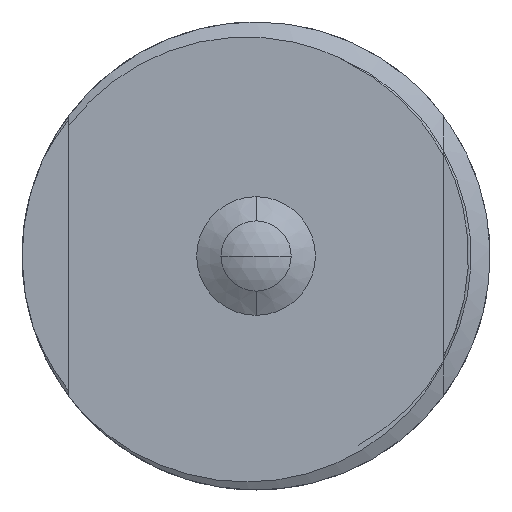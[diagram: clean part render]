
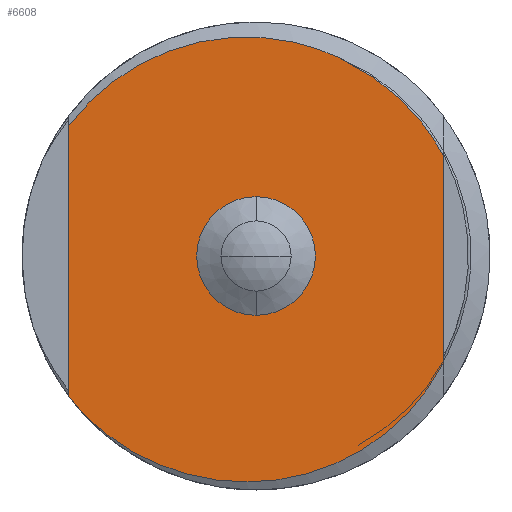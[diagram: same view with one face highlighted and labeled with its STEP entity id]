
A CAD part, left-side view. The second image highlights one B-rep face of the part: STEP entity #6608.
In plain terms, the highlighted planar face has unit normal (-1, 0, 0).
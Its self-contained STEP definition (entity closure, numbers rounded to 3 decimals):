
#69 = CARTESIAN_POINT ( 'NONE',  ( 0.5, 1.268, 0. ) ) ;
#213 = CARTESIAN_POINT ( 'NONE',  ( 0.5, 1.893, 4.375 ) ) ;
#229 = CARTESIAN_POINT ( 'NONE',  ( 0.5, -4., -2.287 ) ) ;
#242 = ORIENTED_EDGE ( 'NONE', *, *, #2137, .F. ) ;
#246 = CARTESIAN_POINT ( 'NONE',  ( 0.5, 3.5, -3.569 ) ) ;
#247 = CARTESIAN_POINT ( 'NONE',  ( 0.5, 3.66, 3.195 ) ) ;
#269 = EDGE_CURVE ( 'NONE', #6014, #5030, #2577, .T. ) ;
#313 = CARTESIAN_POINT ( 'NONE',  ( 0.5, 0., 0. ) ) ;
#422 = DIRECTION ( 'NONE',  ( -1., 0., 0. ) ) ;
#425 = LINE ( 'NONE', #7776, #7590 ) ;
#583 = B_SPLINE_CURVE_WITH_KNOTS ( 'NONE', 3,
 ( #8730, #8054, #9568, #8822, #3331, #4907, #806, #6320, #7131, #4019 ),
 .UNSPECIFIED., .F., .F.,
 ( 4, 2, 2, 2, 4 ),
 ( 0., 0.001, 0.002, 0.002, 0.003 ),
 .UNSPECIFIED. ) ;
#806 = CARTESIAN_POINT ( 'NONE',  ( 0.5, -3.424, 3.002 ) ) ;
#889 = B_SPLINE_CURVE_WITH_KNOTS ( 'NONE', 3,
 ( #6495, #1706, #247, #8068, #4953, #3312, #9616, #213, #3343, #9649, #8134, #2513, #4923, #6562, #5764, #8166, #1841, #1045 ),
 .UNSPECIFIED., .F., .F.,
 ( 4, 2, 2, 2, 2, 2, 2, 2, 4 ),
 ( 0.003, 0.004, 0.005, 0.005, 0.006, 0.007, 0.008, 0.009, 0.009 ),
 .UNSPECIFIED. ) ;
#980 = CARTESIAN_POINT ( 'NONE',  ( 0.5, -3.825, -2.628 ) ) ;
#1045 = CARTESIAN_POINT ( 'NONE',  ( 0.5, -1.759, 4.244 ) ) ;
#1066 = CARTESIAN_POINT ( 'NONE',  ( 0.5, -4., -3.496 ) ) ;
#1421 = AXIS2_PLACEMENT_3D ( 'NONE', #6141, #2225, #7746 ) ;
#1447 = B_SPLINE_CURVE_WITH_KNOTS ( 'NONE', 3,
 ( #1740, #980, #7331, #4169, #7263, #4103, #2543, #8003, #9682, #2512, #8870, #8038, #3404, #9582, #4922, #7299, #4952, #8934, #8837, #4985, #2578, #9713, #246, #7432 ),
 .UNSPECIFIED., .F., .F.,
 ( 4, 2, 2, 2, 2, 2, 2, 2, 2, 2, 2, 4 ),
 ( 0., 0.001, 0.003, 0.004, 0.004, 0.005, 0.005, 0.006, 0.007, 0.008, 0.008, 0.009 ),
 .UNSPECIFIED. ) ;
#1452 = VERTEX_POINT ( 'NONE', #229 ) ;
#1706 = CARTESIAN_POINT ( 'NONE',  ( 0.5, 3.838, 2.997 ) ) ;
#1740 = CARTESIAN_POINT ( 'NONE',  ( 0.5, -4., -2.287 ) ) ;
#1841 = CARTESIAN_POINT ( 'NONE',  ( 0.5, -1.514, 4.359 ) ) ;
#1991 = EDGE_CURVE ( 'NONE', #4810, #5525, #583, .T. ) ;
#2035 = ORIENTED_EDGE ( 'NONE', *, *, #1991, .F. ) ;
#2050 = ORIENTED_EDGE ( 'NONE', *, *, #8685, .F. ) ;
#2080 = AXIS2_PLACEMENT_3D ( 'NONE', #69, #7886, #4787 ) ;
#2137 = EDGE_CURVE ( 'NONE', #5030, #6014, #9891, .T. ) ;
#2225 = DIRECTION ( 'NONE',  ( -1., 0., 0. ) ) ;
#2420 = VECTOR ( 'NONE', #8057, 1000. ) ;
#2512 = CARTESIAN_POINT ( 'NONE',  ( 0.5, -0.758, -4.736 ) ) ;
#2513 = CARTESIAN_POINT ( 'NONE',  ( 0.5, 0.322, 4.685 ) ) ;
#2526 = CIRCLE ( 'NONE', #1421, 5. ) ;
#2529 = EDGE_CURVE ( 'NONE', #2689, #4810, #889, .T. ) ;
#2543 = CARTESIAN_POINT ( 'NONE',  ( 0.5, -1.848, -4.384 ) ) ;
#2577 = CIRCLE ( 'NONE', #3844, 1.268 ) ;
#2578 = CARTESIAN_POINT ( 'NONE',  ( 0.5, 2.729, -4.129 ) ) ;
#2689 = VERTEX_POINT ( 'NONE', #5794 ) ;
#2892 = CARTESIAN_POINT ( 'NONE',  ( 0.5, 4., -3. ) ) ;
#3134 = PLANE ( 'NONE',  #2080 ) ;
#3312 = CARTESIAN_POINT ( 'NONE',  ( 0.5, 2.614, 4.029 ) ) ;
#3331 = CARTESIAN_POINT ( 'NONE',  ( 0.5, -2.865, 3.553 ) ) ;
#3343 = CARTESIAN_POINT ( 'NONE',  ( 0.5, 1.637, 4.465 ) ) ;
#3404 = CARTESIAN_POINT ( 'NONE',  ( 0.5, -0.005, -4.828 ) ) ;
#3444 = CARTESIAN_POINT ( 'NONE',  ( 0.5, 0., 1.268 ) ) ;
#3776 = FACE_OUTER_BOUND ( 'NONE', #10122, .T. ) ;
#3844 = AXIS2_PLACEMENT_3D ( 'NONE', #313, #422, #7429 ) ;
#4019 = CARTESIAN_POINT ( 'NONE',  ( 0.5, -4., 2.145 ) ) ;
#4103 = CARTESIAN_POINT ( 'NONE',  ( 0.5, -2.184, -4.207 ) ) ;
#4158 = DIRECTION ( 'NONE',  ( 0., 0., 1. ) ) ;
#4169 = CARTESIAN_POINT ( 'NONE',  ( 0.5, -3.102, -3.518 ) ) ;
#4645 = DIRECTION ( 'NONE',  ( 0., 0., 1. ) ) ;
#4787 = DIRECTION ( 'NONE',  ( 0., 0., -1. ) ) ;
#4810 = VERTEX_POINT ( 'NONE', #5641 ) ;
#4878 = LINE ( 'NONE', #1066, #2420 ) ;
#4907 = CARTESIAN_POINT ( 'NONE',  ( 0.5, -3.247, 3.197 ) ) ;
#4922 = CARTESIAN_POINT ( 'NONE',  ( 0.5, 0.569, -4.818 ) ) ;
#4923 = CARTESIAN_POINT ( 'NONE',  ( 0.5, 0.051, 4.685 ) ) ;
#4941 = CARTESIAN_POINT ( 'NONE',  ( 0.5, 0., 0. ) ) ;
#4952 = CARTESIAN_POINT ( 'NONE',  ( 0.5, 1.507, -4.666 ) ) ;
#4953 = CARTESIAN_POINT ( 'NONE',  ( 0.5, 3.06, 3.732 ) ) ;
#4985 = CARTESIAN_POINT ( 'NONE',  ( 0.5, 2.564, -4.224 ) ) ;
#5030 = VERTEX_POINT ( 'NONE', #6434 ) ;
#5391 = ORIENTED_EDGE ( 'NONE', *, *, #269, .F. ) ;
#5525 = VERTEX_POINT ( 'NONE', #9626 ) ;
#5641 = CARTESIAN_POINT ( 'NONE',  ( 0.5, -1.759, 4.244 ) ) ;
#5764 = CARTESIAN_POINT ( 'NONE',  ( 0.5, -0.745, 4.59 ) ) ;
#5794 = CARTESIAN_POINT ( 'NONE',  ( 0.5, 4., 2.784 ) ) ;
#6014 = VERTEX_POINT ( 'NONE', #3444 ) ;
#6141 = CARTESIAN_POINT ( 'NONE',  ( 0.5, 0., 0. ) ) ;
#6243 = ORIENTED_EDGE ( 'NONE', *, *, #7354, .F. ) ;
#6276 = ORIENTED_EDGE ( 'NONE', *, *, #2529, .F. ) ;
#6320 = CARTESIAN_POINT ( 'NONE',  ( 0.5, -3.739, 2.591 ) ) ;
#6434 = CARTESIAN_POINT ( 'NONE',  ( 0.5, 0., -1.268 ) ) ;
#6495 = CARTESIAN_POINT ( 'NONE',  ( 0.5, 4., 2.784 ) ) ;
#6562 = CARTESIAN_POINT ( 'NONE',  ( 0.5, -0.483, 4.637 ) ) ;
#6608 = ADVANCED_FACE ( 'NONE', ( #6764, #3776 ), #3134, .F. ) ;
#6764 = FACE_BOUND ( 'NONE', #10244, .T. ) ;
#6862 = ORIENTED_EDGE ( 'NONE', *, *, #6882, .T. ) ;
#6882 = EDGE_CURVE ( 'NONE', #1452, #5525, #4878, .T. ) ;
#7131 = CARTESIAN_POINT ( 'NONE',  ( 0.5, -3.878, 2.374 ) ) ;
#7263 = CARTESIAN_POINT ( 'NONE',  ( 0.5, -2.817, -3.77 ) ) ;
#7299 = CARTESIAN_POINT ( 'NONE',  ( 0.5, 1.138, -4.753 ) ) ;
#7331 = CARTESIAN_POINT ( 'NONE',  ( 0.5, -3.606, -2.948 ) ) ;
#7341 = AXIS2_PLACEMENT_3D ( 'NONE', #4941, #8893, #4158 ) ;
#7354 = EDGE_CURVE ( 'NONE', #7653, #2689, #425, .T. ) ;
#7429 = DIRECTION ( 'NONE',  ( 0., 0., 1. ) ) ;
#7432 = CARTESIAN_POINT ( 'NONE',  ( 0.5, 3.765, -3.29 ) ) ;
#7590 = VECTOR ( 'NONE', #4645, 1000. ) ;
#7653 = VERTEX_POINT ( 'NONE', #2892 ) ;
#7746 = DIRECTION ( 'NONE',  ( 0., 0., 1. ) ) ;
#7776 = CARTESIAN_POINT ( 'NONE',  ( 0.5, 4., -3.496 ) ) ;
#7886 = DIRECTION ( 'NONE',  ( 1., 0., 0. ) ) ;
#8003 = CARTESIAN_POINT ( 'NONE',  ( 0.5, -1.314, -4.586 ) ) ;
#8038 = CARTESIAN_POINT ( 'NONE',  ( 0.5, -0.195, -4.816 ) ) ;
#8054 = CARTESIAN_POINT ( 'NONE',  ( 0.5, -1.996, 4.133 ) ) ;
#8057 = DIRECTION ( 'NONE',  ( 0., 0., 1. ) ) ;
#8067 = CARTESIAN_POINT ( 'NONE',  ( 0.5, 3.765, -3.29 ) ) ;
#8068 = CARTESIAN_POINT ( 'NONE',  ( 0.5, 3.272, 3.562 ) ) ;
#8134 = CARTESIAN_POINT ( 'NONE',  ( 0.5, 0.854, 4.642 ) ) ;
#8166 = CARTESIAN_POINT ( 'NONE',  ( 0.5, -1.26, 4.452 ) ) ;
#8367 = VERTEX_POINT ( 'NONE', #8067 ) ;
#8602 = ORIENTED_EDGE ( 'NONE', *, *, #9539, .T. ) ;
#8685 = EDGE_CURVE ( 'NONE', #1452, #8367, #1447, .T. ) ;
#8730 = CARTESIAN_POINT ( 'NONE',  ( 0.5, -1.759, 4.244 ) ) ;
#8822 = CARTESIAN_POINT ( 'NONE',  ( 0.5, -2.659, 3.716 ) ) ;
#8837 = CARTESIAN_POINT ( 'NONE',  ( 0.5, 2.224, -4.395 ) ) ;
#8870 = CARTESIAN_POINT ( 'NONE',  ( 0.5, -0.571, -4.77 ) ) ;
#8893 = DIRECTION ( 'NONE',  ( -1., 0., 0. ) ) ;
#8934 = CARTESIAN_POINT ( 'NONE',  ( 0.5, 2.047, -4.471 ) ) ;
#9539 = EDGE_CURVE ( 'NONE', #7653, #8367, #2526, .T. ) ;
#9568 = CARTESIAN_POINT ( 'NONE',  ( 0.5, -2.225, 4.005 ) ) ;
#9582 = CARTESIAN_POINT ( 'NONE',  ( 0.5, 0.376, -4.829 ) ) ;
#9616 = CARTESIAN_POINT ( 'NONE',  ( 0.5, 2.381, 4.158 ) ) ;
#9626 = CARTESIAN_POINT ( 'NONE',  ( 0.5, -4., 2.145 ) ) ;
#9649 = CARTESIAN_POINT ( 'NONE',  ( 0.5, 1.117, 4.598 ) ) ;
#9682 = CARTESIAN_POINT ( 'NONE',  ( 0.5, -1.13, -4.644 ) ) ;
#9713 = CARTESIAN_POINT ( 'NONE',  ( 0.5, 3.205, -3.817 ) ) ;
#9891 = CIRCLE ( 'NONE', #7341, 1.268 ) ;
#10122 = EDGE_LOOP ( 'NONE', ( #6862, #2035, #6276, #6243, #8602, #2050 ) ) ;
#10244 = EDGE_LOOP ( 'NONE', ( #242, #5391 ) ) ;
